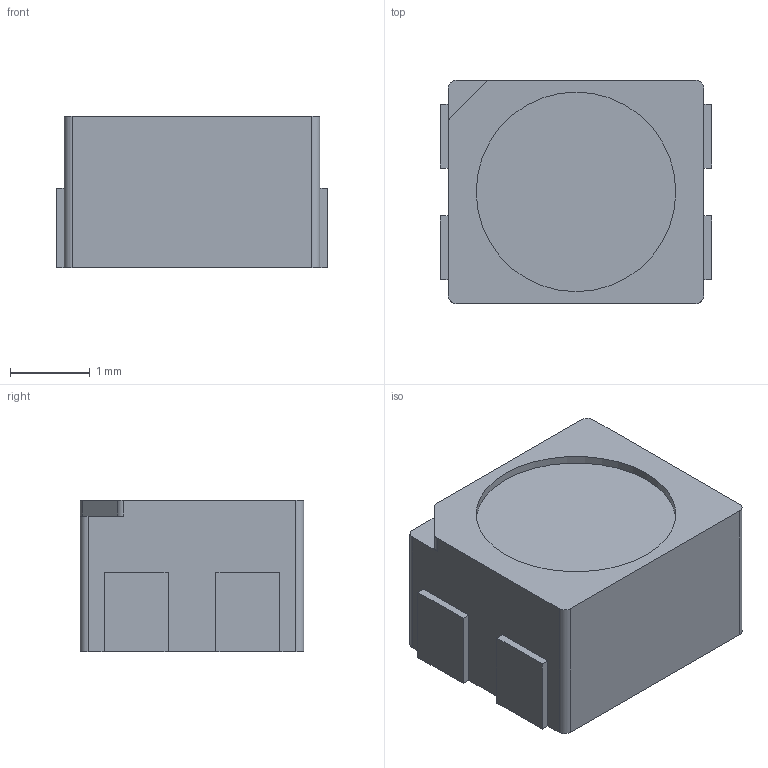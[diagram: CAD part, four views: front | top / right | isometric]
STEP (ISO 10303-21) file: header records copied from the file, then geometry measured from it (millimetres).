
FILE_DESCRIPTION( ( 'Unknown' ), '1' );
FILE_NAME( 'LED_PLCC4_3.2x2.8mm.step', 'Unknown', ( 'Unknown' ), ( 'Unknown' ), 'PSStep 15.0.49', 'Unknown', ' ' );
FILE_SCHEMA( ( 'AUTOMOTIVE_DESIGN { 1 0 10303 214 1 1 1 1 }' ) );
Length unit declared in the file: millimetre
Products named in the file (1): 1
Bounding box: 3.4 x 2.8 x 1.9 mm (x, y, z)
Volume: 16.8 mm3; surface area: 42.6 mm2
Topology: 1 solids, 1 shells, 32 faces, 87 edges, 58 vertices
Faces by surface type: plane 25, cylinder 7
Full cylindrical faces by diameter (mm): 2.5 x1
Entity records: 1272 total; most frequent: CARTESIAN_POINT 177, ORIENTED_EDGE 172, DIRECTION 166, EDGE_CURVE 86, LINE 72, VECTOR 72, VERTEX_POINT 58, AXIS2_PLACEMENT_3D 47
